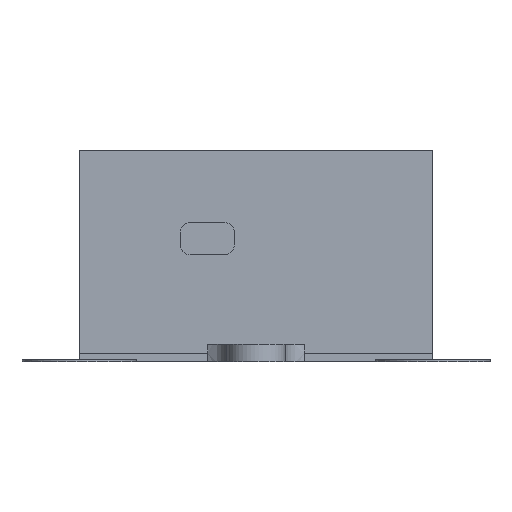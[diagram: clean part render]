
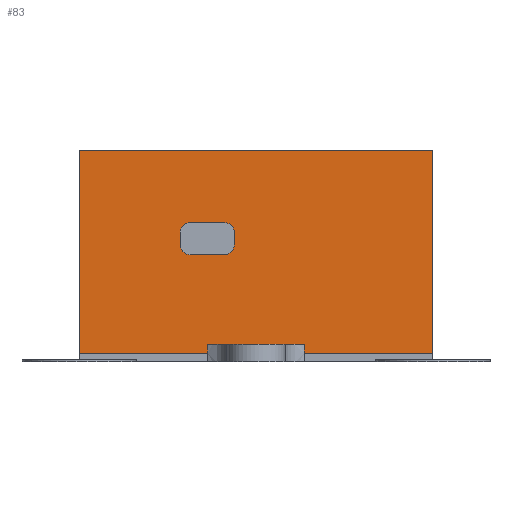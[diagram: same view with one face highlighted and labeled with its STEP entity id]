
A CAD part, left-side view. The second image highlights one B-rep face of the part: STEP entity #83.
In plain terms, the highlighted planar face has unit normal (-1, 0, 0).
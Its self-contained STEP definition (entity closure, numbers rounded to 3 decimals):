
#20=FACE_BOUND('',#333,.T.);
#83=ADVANCED_FACE('',(#205,#20),#1908,.T.);
#205=FACE_OUTER_BOUND('',#332,.T.);
#332=EDGE_LOOP('',(#619,#620,#621,#622,#623,#624,#625,#626));
#333=EDGE_LOOP('',(#627,#628,#629,#630,#631,#632,#633,#634));
#619=ORIENTED_EDGE('',*,*,#1090,.T.);
#620=ORIENTED_EDGE('',*,*,#1310,.T.);
#621=ORIENTED_EDGE('',*,*,#1155,.T.);
#622=ORIENTED_EDGE('',*,*,#1160,.F.);
#623=ORIENTED_EDGE('',*,*,#1158,.F.);
#624=ORIENTED_EDGE('',*,*,#1097,.T.);
#625=ORIENTED_EDGE('',*,*,#1092,.T.);
#626=ORIENTED_EDGE('',*,*,#1093,.F.);
#627=ORIENTED_EDGE('',*,*,#1183,.T.);
#628=ORIENTED_EDGE('',*,*,#1182,.T.);
#629=ORIENTED_EDGE('',*,*,#1189,.T.);
#630=ORIENTED_EDGE('',*,*,#1188,.T.);
#631=ORIENTED_EDGE('',*,*,#1187,.T.);
#632=ORIENTED_EDGE('',*,*,#1186,.T.);
#633=ORIENTED_EDGE('',*,*,#1185,.T.);
#634=ORIENTED_EDGE('',*,*,#1184,.T.);
#1090=EDGE_CURVE('',#1701,#1699,#1379,.T.);
#1092=EDGE_CURVE('',#1703,#1704,#1381,.T.);
#1093=EDGE_CURVE('',#1701,#1704,#1382,.T.);
#1097=EDGE_CURVE('',#1706,#1703,#1384,.T.);
#1155=EDGE_CURVE('',#1705,#1742,#1417,.T.);
#1158=EDGE_CURVE('',#1706,#1744,#1420,.T.);
#1160=EDGE_CURVE('',#1744,#1742,#1422,.T.);
#1182=EDGE_CURVE('',#1763,#1764,#1604,.T.);
#1183=EDGE_CURVE('',#1765,#1763,#1430,.T.);
#1184=EDGE_CURVE('',#1766,#1765,#1605,.T.);
#1185=EDGE_CURVE('',#1767,#1766,#1431,.T.);
#1186=EDGE_CURVE('',#1768,#1767,#1606,.T.);
#1187=EDGE_CURVE('',#1769,#1768,#1432,.T.);
#1188=EDGE_CURVE('',#1770,#1769,#1607,.T.);
#1189=EDGE_CURVE('',#1764,#1770,#1433,.T.);
#1310=EDGE_CURVE('',#1699,#1705,#1511,.T.);
#1379=B_SPLINE_CURVE_WITH_KNOTS('',1,(#3067,#3068),.UNSPECIFIED.,.F.,.F.,
(2,2),(17.,18.5),.UNSPECIFIED.);
#1381=B_SPLINE_CURVE_WITH_KNOTS('',1,(#3071,#3072),.UNSPECIFIED.,.F.,.F.,
(2,2),(-18.5,-17.),.UNSPECIFIED.);
#1382=B_SPLINE_CURVE_WITH_KNOTS('',1,(#3073,#3074),.UNSPECIFIED.,.F.,.F.,
(2,2),(-13.329,3.329),.UNSPECIFIED.);
#1384=B_SPLINE_CURVE_WITH_KNOTS('',1,(#3083,#3084),.UNSPECIFIED.,.F.,.F.,
(2,2),(306.,328.535),.UNSPECIFIED.);
#1417=B_SPLINE_CURVE_WITH_KNOTS('',1,(#3247,#3248),.UNSPECIFIED.,.F.,.F.,
(2,2),(0.,37.),.UNSPECIFIED.);
#1420=B_SPLINE_CURVE_WITH_KNOTS('',1,(#3253,#3254),.UNSPECIFIED.,.F.,.F.,
(2,2),(0.,37.),.UNSPECIFIED.);
#1422=B_SPLINE_CURVE_WITH_KNOTS('',1,(#3257,#3258),.UNSPECIFIED.,.F.,.F.,
(2,2),(306.,368.),.UNSPECIFIED.);
#1430=B_SPLINE_CURVE_WITH_KNOTS('',1,(#3386,#3387),.UNSPECIFIED.,.F.,.F.,
(2,2),(0.,1.758),.UNSPECIFIED.);
#1431=B_SPLINE_CURVE_WITH_KNOTS('',1,(#3391,#3392),.UNSPECIFIED.,.F.,.F.,
(2,2),(0.,4.858),.UNSPECIFIED.);
#1432=B_SPLINE_CURVE_WITH_KNOTS('',1,(#3396,#3397),.UNSPECIFIED.,.F.,.F.,
(2,2),(0.,1.758),.UNSPECIFIED.);
#1433=B_SPLINE_CURVE_WITH_KNOTS('',1,(#3401,#3402),.UNSPECIFIED.,.F.,.F.,
(2,2),(0.,4.858),.UNSPECIFIED.);
#1511=B_SPLINE_CURVE_WITH_KNOTS('',1,(#3845,#3846),.UNSPECIFIED.,.F.,.F.,
(2,2),(345.465,368.),.UNSPECIFIED.);
#1604=(
BOUNDED_CURVE()
B_SPLINE_CURVE(2,(#3383,#3384,#3385),.UNSPECIFIED.,.F.,.F.)
B_SPLINE_CURVE_WITH_KNOTS((3,3),(0.,2.153),.UNSPECIFIED.)
CURVE()
GEOMETRIC_REPRESENTATION_ITEM()
RATIONAL_B_SPLINE_CURVE((1.,0.707,1.))
REPRESENTATION_ITEM('')
);
#1605=(
BOUNDED_CURVE()
B_SPLINE_CURVE(2,(#3388,#3389,#3390),.UNSPECIFIED.,.F.,.F.)
B_SPLINE_CURVE_WITH_KNOTS((3,3),(0.,2.153),.UNSPECIFIED.)
CURVE()
GEOMETRIC_REPRESENTATION_ITEM()
RATIONAL_B_SPLINE_CURVE((1.,0.707,1.))
REPRESENTATION_ITEM('')
);
#1606=(
BOUNDED_CURVE()
B_SPLINE_CURVE(2,(#3393,#3394,#3395),.UNSPECIFIED.,.F.,.F.)
B_SPLINE_CURVE_WITH_KNOTS((3,3),(0.,2.153),.UNSPECIFIED.)
CURVE()
GEOMETRIC_REPRESENTATION_ITEM()
RATIONAL_B_SPLINE_CURVE((1.,0.707,1.))
REPRESENTATION_ITEM('')
);
#1607=(
BOUNDED_CURVE()
B_SPLINE_CURVE(2,(#3398,#3399,#3400),.UNSPECIFIED.,.F.,.F.)
B_SPLINE_CURVE_WITH_KNOTS((3,3),(0.,2.153),.UNSPECIFIED.)
CURVE()
GEOMETRIC_REPRESENTATION_ITEM()
RATIONAL_B_SPLINE_CURVE((1.,0.707,1.))
REPRESENTATION_ITEM('')
);
#1699=VERTEX_POINT('',#2798);
#1701=VERTEX_POINT('',#2800);
#1703=VERTEX_POINT('',#2802);
#1704=VERTEX_POINT('',#2803);
#1705=VERTEX_POINT('',#2804);
#1706=VERTEX_POINT('',#2805);
#1742=VERTEX_POINT('',#2841);
#1744=VERTEX_POINT('',#2843);
#1763=VERTEX_POINT('',#2862);
#1764=VERTEX_POINT('',#2863);
#1765=VERTEX_POINT('',#2864);
#1766=VERTEX_POINT('',#2865);
#1767=VERTEX_POINT('',#2866);
#1768=VERTEX_POINT('',#2867);
#1769=VERTEX_POINT('',#2868);
#1770=VERTEX_POINT('',#2869);
#1908=PLANE('',#2048);
#2048=AXIS2_PLACEMENT_3D('',#2568,#2113,$);
#2113=DIRECTION('',(-1.,0.,0.));
#2568=CARTESIAN_POINT('',(-1.8,58.8,0.));
#2798=CARTESIAN_POINT('',(-1.8,19.971,0.));
#2800=CARTESIAN_POINT('',(-1.8,19.971,1.5));
#2802=CARTESIAN_POINT('',(-1.8,36.629,0.));
#2803=CARTESIAN_POINT('',(-1.8,36.629,1.5));
#2804=CARTESIAN_POINT('',(-1.8,-2.2,0.));
#2805=CARTESIAN_POINT('',(-1.8,58.8,0.));
#2841=CARTESIAN_POINT('',(-1.8,-2.2,35.));
#2843=CARTESIAN_POINT('',(-1.8,58.8,35.));
#2862=CARTESIAN_POINT('',(-1.8,32.056,18.676));
#2863=CARTESIAN_POINT('',(-1.8,33.731,17.));
#2864=CARTESIAN_POINT('',(-1.8,32.056,20.824));
#2865=CARTESIAN_POINT('',(-1.8,33.731,22.5));
#2866=CARTESIAN_POINT('',(-1.8,39.669,22.5));
#2867=CARTESIAN_POINT('',(-1.8,41.344,20.824));
#2868=CARTESIAN_POINT('',(-1.8,41.344,18.676));
#2869=CARTESIAN_POINT('',(-1.8,39.669,17.));
#3067=CARTESIAN_POINT('',(-1.8,19.971,1.5));
#3068=CARTESIAN_POINT('',(-1.8,19.971,0.));
#3071=CARTESIAN_POINT('',(-1.8,36.629,0.));
#3072=CARTESIAN_POINT('',(-1.8,36.629,1.5));
#3073=CARTESIAN_POINT('',(-1.8,19.971,1.5));
#3074=CARTESIAN_POINT('',(-1.8,36.629,1.5));
#3083=CARTESIAN_POINT('',(-1.8,58.8,0.));
#3084=CARTESIAN_POINT('',(-1.8,36.629,0.));
#3247=CARTESIAN_POINT('',(-1.8,-2.2,0.));
#3248=CARTESIAN_POINT('',(-1.8,-2.2,35.));
#3253=CARTESIAN_POINT('',(-1.8,58.8,0.));
#3254=CARTESIAN_POINT('',(-1.8,58.8,35.));
#3257=CARTESIAN_POINT('',(-1.8,58.8,35.));
#3258=CARTESIAN_POINT('',(-1.8,-2.2,35.));
#3383=CARTESIAN_POINT('',(-1.8,32.056,18.676));
#3384=CARTESIAN_POINT('',(-1.8,32.056,17.));
#3385=CARTESIAN_POINT('',(-1.8,33.731,17.));
#3386=CARTESIAN_POINT('',(-1.8,32.056,20.824));
#3387=CARTESIAN_POINT('',(-1.8,32.056,18.676));
#3388=CARTESIAN_POINT('',(-1.8,33.731,22.5));
#3389=CARTESIAN_POINT('',(-1.8,32.056,22.5));
#3390=CARTESIAN_POINT('',(-1.8,32.056,20.824));
#3391=CARTESIAN_POINT('',(-1.8,39.669,22.5));
#3392=CARTESIAN_POINT('',(-1.8,33.731,22.5));
#3393=CARTESIAN_POINT('',(-1.8,41.344,20.824));
#3394=CARTESIAN_POINT('',(-1.8,41.344,22.5));
#3395=CARTESIAN_POINT('',(-1.8,39.669,22.5));
#3396=CARTESIAN_POINT('',(-1.8,41.344,18.676));
#3397=CARTESIAN_POINT('',(-1.8,41.344,20.824));
#3398=CARTESIAN_POINT('',(-1.8,39.669,17.));
#3399=CARTESIAN_POINT('',(-1.8,41.344,17.));
#3400=CARTESIAN_POINT('',(-1.8,41.344,18.676));
#3401=CARTESIAN_POINT('',(-1.8,33.731,17.));
#3402=CARTESIAN_POINT('',(-1.8,39.669,17.));
#3845=CARTESIAN_POINT('',(-1.8,19.971,0.));
#3846=CARTESIAN_POINT('',(-1.8,-2.2,0.));
